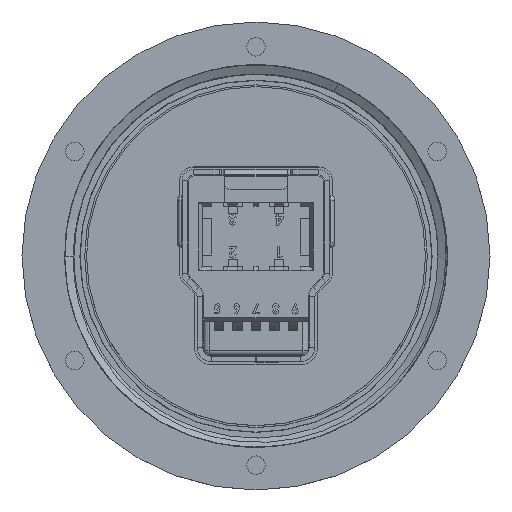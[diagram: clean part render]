
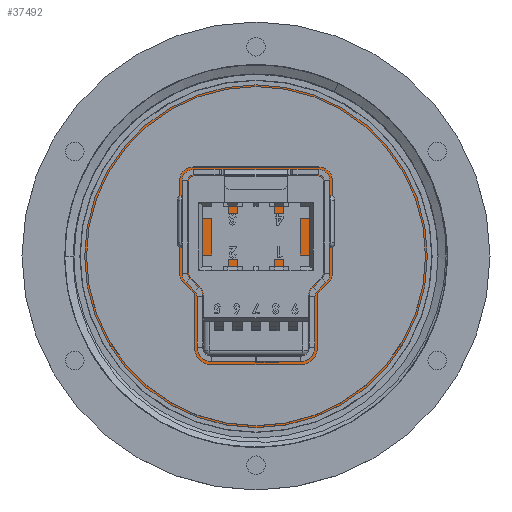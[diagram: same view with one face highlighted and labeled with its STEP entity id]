
A CAD part, top view. The second image highlights one B-rep face of the part: STEP entity #37492.
In plain terms, the highlighted planar face has unit normal (0, 0, 1).
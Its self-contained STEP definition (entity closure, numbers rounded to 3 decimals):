
#4765 = AXIS2_PLACEMENT_3D ( 'NONE', #33771, #12521, #23108 ) ;
#4935 = EDGE_LOOP ( 'NONE', ( #50557, #10708 ) ) ;
#6084 = DIRECTION ( 'NONE',  ( 1., 0., 0. ) ) ;
#6200 = PLANE ( 'NONE',  #4765 ) ;
#10708 = ORIENTED_EDGE ( 'NONE', *, *, #52545, .T. ) ;
#12156 = DIRECTION ( 'NONE',  ( 0., 0., 1. ) ) ;
#12521 = DIRECTION ( 'NONE',  ( 0., 0., 1. ) ) ;
#14765 = VERTEX_POINT ( 'NONE', #65513 ) ;
#19283 = EDGE_CURVE ( 'NONE', #14765, #27119, #32748, .T. ) ;
#22041 = CARTESIAN_POINT ( 'NONE',  ( 0., 0., -9.8 ) ) ;
#23108 = DIRECTION ( 'NONE',  ( 1., 0., 0. ) ) ;
#27119 = VERTEX_POINT ( 'NONE', #56506 ) ;
#29667 = DIRECTION ( 'NONE',  ( 1., 0., 0. ) ) ;
#32748 = CIRCLE ( 'NONE', #39557, 9.3 ) ;
#33771 = CARTESIAN_POINT ( 'NONE',  ( 0., 0., -9.8 ) ) ;
#37457 = AXIS2_PLACEMENT_3D ( 'NONE', #22041, #12156, #6084 ) ;
#37492 = ADVANCED_FACE ( 'NONE', ( #49806 ), #6200, .T. ) ;
#39415 = CIRCLE ( 'NONE', #37457, 9.3 ) ;
#39557 = AXIS2_PLACEMENT_3D ( 'NONE', #51646, #45842, #29667 ) ;
#45842 = DIRECTION ( 'NONE',  ( 0., 0., 1. ) ) ;
#49806 = FACE_OUTER_BOUND ( 'NONE', #4935, .T. ) ;
#50557 = ORIENTED_EDGE ( 'NONE', *, *, #19283, .T. ) ;
#51646 = CARTESIAN_POINT ( 'NONE',  ( 0., 0., -9.8 ) ) ;
#52545 = EDGE_CURVE ( 'NONE', #27119, #14765, #39415, .T. ) ;
#56506 = CARTESIAN_POINT ( 'NONE',  ( -9.3, 0., -9.8 ) ) ;
#65513 = CARTESIAN_POINT ( 'NONE',  ( 9.3, 0., -9.8 ) ) ;
